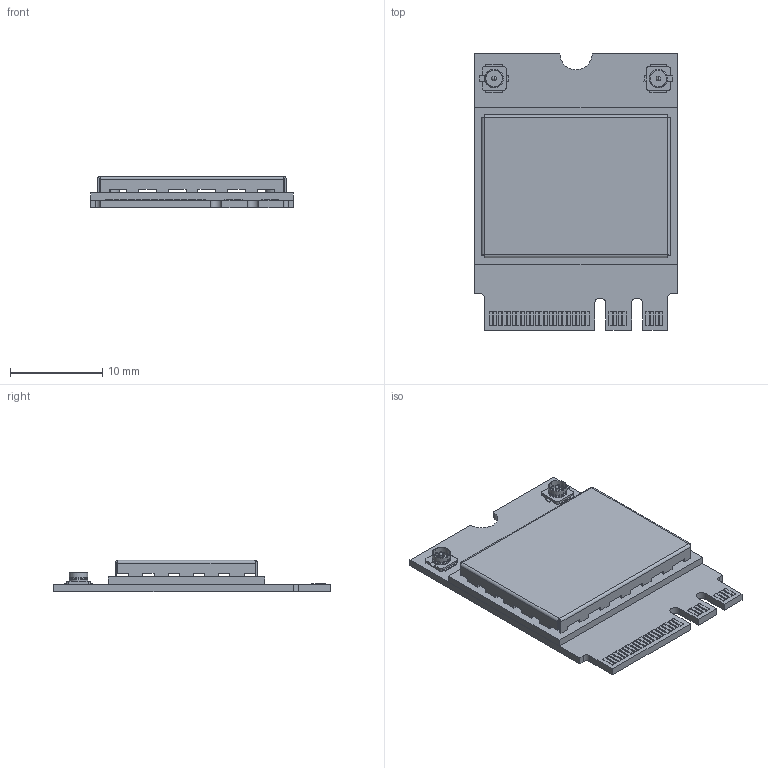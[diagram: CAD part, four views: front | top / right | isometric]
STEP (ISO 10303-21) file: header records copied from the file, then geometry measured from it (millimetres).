
FILE_DESCRIPTION (( 'STEP AP214' ), '1' );
FILE_NAME ('AS-RTK2B-M2-L1L2-F9P-00-R00.STEP', '2022-08-30T20:29:14', ( '' ), ( '' ), 'SwSTEP 2.0', 'SolidWorks 2020', '' );
FILE_SCHEMA (( 'AUTOMOTIVE_DESIGN' ));
Length unit declared in the file: millimetre
Products named in the file (4): CONUFL001-SMD-T--3DModel-STEP-269445.step; AS-RTK2B-M2-L1L2-F9P-00-R00; PCB; ZED-F9P-00B-02--3DModel-STEP-56544.step
Assembly tree (4 placements, depth 2):
  AS-RTK2B-M2-L1L2-F9P-00-R00
    PCB
    CONUFL001-SMD-T--3DModel-STEP-269445.step  x2
    ZED-F9P-00B-02--3DModel-STEP-56544.step
Bounding box: 22 x 30 x 3.4 mm (x, y, z)
Volume: 898.3 mm3; surface area: 3612.4 mm2
Topology: 146 solids, 146 shells, 1673 faces, 3778 edges, 2492 vertices
Faces by surface type: plane 1580, cylinder 69, bspline 12, cone 12
Entity records: 44242 total; most frequent: CARTESIAN_POINT 7700, ORIENTED_EDGE 7014, DIRECTION 6698, EDGE_CURVE 3507, VECTOR 3418, LINE 3418, VERTEX_POINT 2322, EDGE_LOOP 1677
